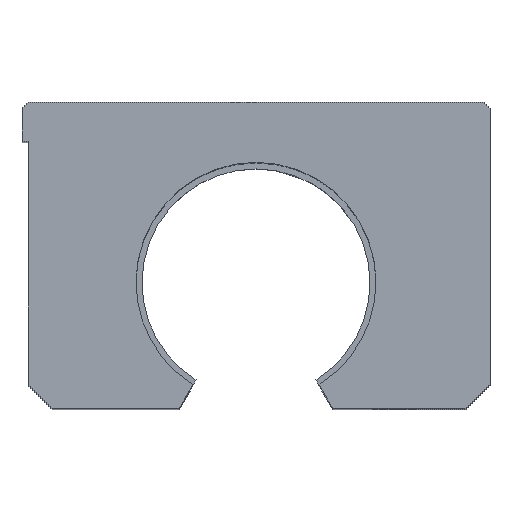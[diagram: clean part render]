
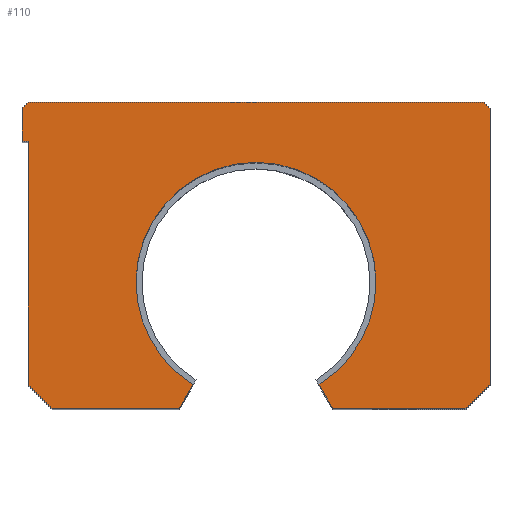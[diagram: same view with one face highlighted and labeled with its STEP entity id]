
A CAD part, top view. The second image highlights one B-rep face of the part: STEP entity #110.
In plain terms, the highlighted planar face has unit normal (0, 0, 1).
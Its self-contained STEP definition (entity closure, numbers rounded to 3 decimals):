
#110 = ADVANCED_FACE( '', ( #220 ), #221, .T. );
#220 = FACE_OUTER_BOUND( '', #371, .T. );
#221 = PLANE( '', #372 );
#371 = EDGE_LOOP( '', ( #707, #708, #709, #710, #711, #712, #713, #714, #715, #716, #717, #718, #719, #720, #721 ) );
#372 = AXIS2_PLACEMENT_3D( '', #722, #723, #724 );
#707 = ORIENTED_EDGE( '', *, *, #1079, .T. );
#708 = ORIENTED_EDGE( '', *, *, #1095, .F. );
#709 = ORIENTED_EDGE( '', *, *, #1096, .F. );
#710 = ORIENTED_EDGE( '', *, *, #1097, .F. );
#711 = ORIENTED_EDGE( '', *, *, #1098, .F. );
#712 = ORIENTED_EDGE( '', *, *, #1099, .F. );
#713 = ORIENTED_EDGE( '', *, *, #1100, .F. );
#714 = ORIENTED_EDGE( '', *, *, #1101, .F. );
#715 = ORIENTED_EDGE( '', *, *, #1102, .F. );
#716 = ORIENTED_EDGE( '', *, *, #1103, .F. );
#717 = ORIENTED_EDGE( '', *, *, #1104, .F. );
#718 = ORIENTED_EDGE( '', *, *, #1105, .F. );
#719 = ORIENTED_EDGE( '', *, *, #1090, .T. );
#720 = ORIENTED_EDGE( '', *, *, #1025, .T. );
#721 = ORIENTED_EDGE( '', *, *, #1094, .T. );
#722 = CARTESIAN_POINT( '', ( 0., 0., 130. ) );
#723 = DIRECTION( '', ( 0., 0., 1. ) );
#724 = DIRECTION( '', ( 1., 0., 0. ) );
#1025 = EDGE_CURVE( '', #1226, #1223, #1227, .T. );
#1079 = EDGE_CURVE( '', #1316, #1313, #1317, .T. );
#1090 = EDGE_CURVE( '', #1330, #1226, #1335, .T. );
#1094 = EDGE_CURVE( '', #1223, #1316, #1339, .T. );
#1095 = EDGE_CURVE( '', #1340, #1313, #1341, .T. );
#1096 = EDGE_CURVE( '', #1342, #1340, #1343, .T. );
#1097 = EDGE_CURVE( '', #1344, #1342, #1345, .T. );
#1098 = EDGE_CURVE( '', #1346, #1344, #1347, .T. );
#1099 = EDGE_CURVE( '', #1348, #1346, #1349, .T. );
#1100 = EDGE_CURVE( '', #1350, #1348, #1351, .T. );
#1101 = EDGE_CURVE( '', #1352, #1350, #1353, .T. );
#1102 = EDGE_CURVE( '', #1354, #1352, #1355, .T. );
#1103 = EDGE_CURVE( '', #1356, #1354, #1357, .T. );
#1104 = EDGE_CURVE( '', #1358, #1356, #1359, .T. );
#1105 = EDGE_CURVE( '', #1330, #1358, #1360, .T. );
#1223 = VERTEX_POINT( '', #1588 );
#1226 = VERTEX_POINT( '', #1592 );
#1227 = CIRCLE( '', #1593, 20. );
#1313 = VERTEX_POINT( '', #1828 );
#1316 = VERTEX_POINT( '', #1832 );
#1317 = LINE( '', #1833, #1834 );
#1330 = VERTEX_POINT( '', #1853 );
#1335 = LINE( '', #1862, #1863 );
#1339 = CIRCLE( '', #1867, 20. );
#1340 = VERTEX_POINT( '', #1868 );
#1341 = LINE( '', #1869, #1870 );
#1342 = VERTEX_POINT( '', #1871 );
#1343 = LINE( '', #1872, #1873 );
#1344 = VERTEX_POINT( '', #1874 );
#1345 = LINE( '', #1875, #1876 );
#1346 = VERTEX_POINT( '', #1877 );
#1347 = LINE( '', #1878, #1879 );
#1348 = VERTEX_POINT( '', #1880 );
#1349 = LINE( '', #1881, #1882 );
#1350 = VERTEX_POINT( '', #1883 );
#1351 = LINE( '', #1884, #1885 );
#1352 = VERTEX_POINT( '', #1886 );
#1353 = LINE( '', #1887, #1888 );
#1354 = VERTEX_POINT( '', #1889 );
#1355 = LINE( '', #1890, #1891 );
#1356 = VERTEX_POINT( '', #1892 );
#1357 = LINE( '', #1893, #1894 );
#1358 = VERTEX_POINT( '', #1895 );
#1359 = LINE( '', #1896, #1897 );
#1360 = LINE( '', #1898, #1899 );
#1588 = CARTESIAN_POINT( '', ( 0., 41., 130. ) );
#1592 = CARTESIAN_POINT( '', ( -10.5, 3.978, 130. ) );
#1593 = AXIS2_PLACEMENT_3D( '', #2091, #2092, #2093 );
#1828 = CARTESIAN_POINT( '', ( 12.797, 0., 130. ) );
#1832 = CARTESIAN_POINT( '', ( 10.5, 3.978, 130. ) );
#1833 = CARTESIAN_POINT( '', ( 11.486, 2.271, 130. ) );
#1834 = VECTOR( '', #2197, 1. );
#1853 = CARTESIAN_POINT( '', ( -12.797, 0., 130. ) );
#1862 = CARTESIAN_POINT( '', ( -4.799, 13.853, 130. ) );
#1863 = VECTOR( '', #2208, 1. );
#1867 = AXIS2_PLACEMENT_3D( '', #2218, #2219, #2220 );
#1868 = CARTESIAN_POINT( '', ( 35., 0., 130. ) );
#1869 = CARTESIAN_POINT( '', ( -34., 0., 130. ) );
#1870 = VECTOR( '', #2221, 1. );
#1871 = CARTESIAN_POINT( '', ( 39., 4., 130. ) );
#1872 = CARTESIAN_POINT( '', ( 35., 0., 130. ) );
#1873 = VECTOR( '', #2222, 1. );
#1874 = CARTESIAN_POINT( '', ( 39., 50., 130. ) );
#1875 = CARTESIAN_POINT( '', ( 39., 4., 130. ) );
#1876 = VECTOR( '', #2223, 1. );
#1877 = CARTESIAN_POINT( '', ( 38., 51., 130. ) );
#1878 = CARTESIAN_POINT( '', ( 39., 50., 130. ) );
#1879 = VECTOR( '', #2224, 1. );
#1880 = CARTESIAN_POINT( '', ( -38., 51., 130. ) );
#1881 = CARTESIAN_POINT( '', ( 38., 51., 130. ) );
#1882 = VECTOR( '', #2225, 1. );
#1883 = CARTESIAN_POINT( '', ( -39., 50., 130. ) );
#1884 = CARTESIAN_POINT( '', ( -38., 51., 130. ) );
#1885 = VECTOR( '', #2226, 1. );
#1886 = CARTESIAN_POINT( '', ( -39., 44.5, 130. ) );
#1887 = CARTESIAN_POINT( '', ( -39., 50., 130. ) );
#1888 = VECTOR( '', #2227, 1. );
#1889 = CARTESIAN_POINT( '', ( -38., 44.5, 130. ) );
#1890 = CARTESIAN_POINT( '', ( -39., 44.5, 130. ) );
#1891 = VECTOR( '', #2228, 1. );
#1892 = CARTESIAN_POINT( '', ( -38., 4., 130. ) );
#1893 = CARTESIAN_POINT( '', ( -38., 44.5, 130. ) );
#1894 = VECTOR( '', #2229, 1. );
#1895 = CARTESIAN_POINT( '', ( -34., 0., 130. ) );
#1896 = CARTESIAN_POINT( '', ( -38., 4., 130. ) );
#1897 = VECTOR( '', #2230, 1. );
#1898 = CARTESIAN_POINT( '', ( -34., 0., 130. ) );
#1899 = VECTOR( '', #2231, 1. );
#2091 = CARTESIAN_POINT( '', ( 0., 21., 130. ) );
#2092 = DIRECTION( '', ( 0., 0., -1. ) );
#2093 = DIRECTION( '', ( 0., 1., 0. ) );
#2197 = DIRECTION( '', ( 0.5, -0.866, 0. ) );
#2208 = DIRECTION( '', ( 0.5, 0.866, 0. ) );
#2218 = CARTESIAN_POINT( '', ( 0., 21., 130. ) );
#2219 = DIRECTION( '', ( 0., 0., -1. ) );
#2220 = DIRECTION( '', ( 0., 1., 0. ) );
#2221 = DIRECTION( '', ( -1., 0., 0. ) );
#2222 = DIRECTION( '', ( -0.707, -0.707, 0. ) );
#2223 = DIRECTION( '', ( 0., -1., 0. ) );
#2224 = DIRECTION( '', ( 0.707, -0.707, 0. ) );
#2225 = DIRECTION( '', ( 1., 0., 0. ) );
#2226 = DIRECTION( '', ( 0.707, 0.707, 0. ) );
#2227 = DIRECTION( '', ( 0., 1., 0. ) );
#2228 = DIRECTION( '', ( -1., 0., 0. ) );
#2229 = DIRECTION( '', ( 0., 1., 0. ) );
#2230 = DIRECTION( '', ( -0.707, 0.707, 0. ) );
#2231 = DIRECTION( '', ( -1., 0., 0. ) );
